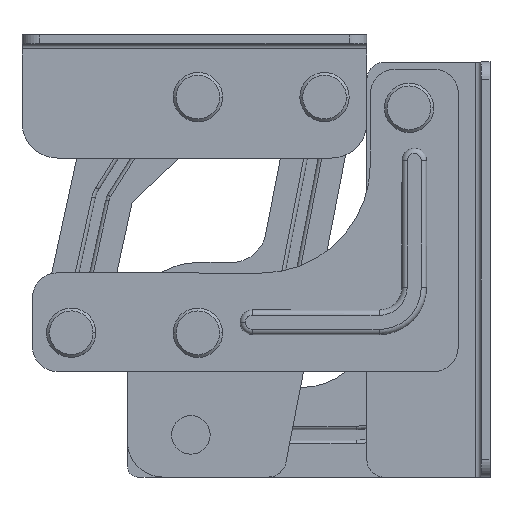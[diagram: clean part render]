
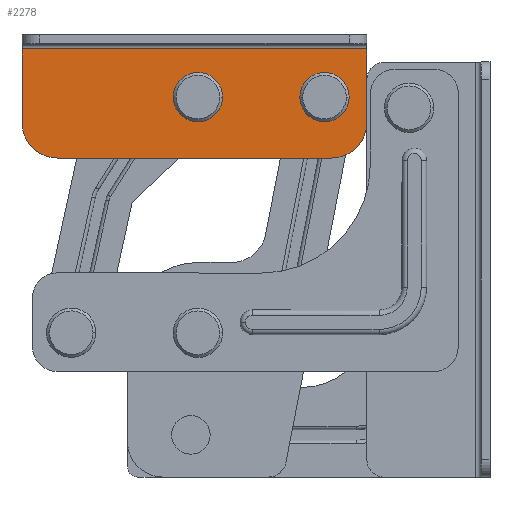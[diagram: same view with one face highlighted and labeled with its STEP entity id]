
A CAD part, top view. The second image highlights one B-rep face of the part: STEP entity #2278.
In plain terms, the highlighted face is planar.
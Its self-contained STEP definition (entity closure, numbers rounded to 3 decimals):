
#6 = LINE ( 'NONE', #9554, #281 ) ;
#70 = DIRECTION ( 'NONE',  ( 0., 1., 0. ) ) ;
#104 = ORIENTED_EDGE ( 'NONE', *, *, #7377, .F. ) ;
#186 = DIRECTION ( 'NONE',  ( 1., 0., 0. ) ) ;
#214 = ORIENTED_EDGE ( 'NONE', *, *, #6597, .F. ) ;
#281 = VECTOR ( 'NONE', #8452, 1000. ) ;
#307 = VERTEX_POINT ( 'NONE', #4604 ) ;
#371 = VERTEX_POINT ( 'NONE', #6257 ) ;
#505 = PLANE ( 'NONE',  #4275 ) ;
#567 = CARTESIAN_POINT ( 'NONE',  ( 37., -0.001, 0. ) ) ;
#807 = CARTESIAN_POINT ( 'NONE',  ( 49., 7.299, 0. ) ) ;
#899 = VECTOR ( 'NONE', #4331, 1000. ) ;
#1070 = CARTESIAN_POINT ( 'NONE',  ( 49., -13.705, 0. ) ) ;
#1182 = CARTESIAN_POINT ( 'NONE',  ( -49., -13.705, 0. ) ) ;
#1283 = DIRECTION ( 'NONE',  ( 0., 0., -1. ) ) ;
#1286 = FACE_BOUND ( 'NONE', #8398, .T. ) ;
#1510 = VERTEX_POINT ( 'NONE', #9460 ) ;
#1528 = EDGE_CURVE ( 'NONE', #307, #371, #2330, .T. ) ;
#1624 = VERTEX_POINT ( 'NONE', #3125 ) ;
#1793 = CIRCLE ( 'NONE', #9799, 10. ) ;
#2034 = VECTOR ( 'NONE', #3381, 1000. ) ;
#2037 = CIRCLE ( 'NONE', #8213, 4.4 ) ;
#2096 = DIRECTION ( 'NONE',  ( -1., 0., 0. ) ) ;
#2246 = CARTESIAN_POINT ( 'NONE',  ( -49., -13.705, 0. ) ) ;
#2278 = ADVANCED_FACE ( 'NONE', ( #1286, #5439, #3915 ), #505, .F. ) ;
#2297 = ORIENTED_EDGE ( 'NONE', *, *, #1528, .F. ) ;
#2330 = CIRCLE ( 'NONE', #4732, 4.4 ) ;
#2350 = CARTESIAN_POINT ( 'NONE',  ( -39., 7.299, 0. ) ) ;
#2402 = ORIENTED_EDGE ( 'NONE', *, *, #8260, .T. ) ;
#2489 = ORIENTED_EDGE ( 'NONE', *, *, #6445, .T. ) ;
#2750 = DIRECTION ( 'NONE',  ( 1., 0., 0. ) ) ;
#2772 = DIRECTION ( 'NONE',  ( -1., 0., 0. ) ) ;
#3125 = CARTESIAN_POINT ( 'NONE',  ( 39., 17.299, 0. ) ) ;
#3151 = DIRECTION ( 'NONE',  ( 0., 0., -1. ) ) ;
#3159 = VERTEX_POINT ( 'NONE', #3517 ) ;
#3314 = LINE ( 'NONE', #1182, #5711 ) ;
#3381 = DIRECTION ( 'NONE',  ( 0., 1., 0. ) ) ;
#3517 = CARTESIAN_POINT ( 'NONE',  ( -49., 7.299, 0. ) ) ;
#3551 = VERTEX_POINT ( 'NONE', #807 ) ;
#3692 = CIRCLE ( 'NONE', #7878, 4.4 ) ;
#3694 = VERTEX_POINT ( 'NONE', #4117 ) ;
#3741 = CIRCLE ( 'NONE', #6694, 4.4 ) ;
#3812 = DIRECTION ( 'NONE',  ( 0., 0., -1. ) ) ;
#3834 = DIRECTION ( 'NONE',  ( 0., 0., -1. ) ) ;
#3915 = FACE_OUTER_BOUND ( 'NONE', #5165, .T. ) ;
#3991 = DIRECTION ( 'NONE',  ( -1., 0., 0. ) ) ;
#4117 = CARTESIAN_POINT ( 'NONE',  ( -39., 17.299, 0. ) ) ;
#4275 = AXIS2_PLACEMENT_3D ( 'NONE', #10052, #8926, #7840 ) ;
#4331 = DIRECTION ( 'NONE',  ( -1., 0., 0. ) ) ;
#4471 = CARTESIAN_POINT ( 'NONE',  ( 49., -13.705, 0. ) ) ;
#4477 = CIRCLE ( 'NONE', #5958, 10. ) ;
#4604 = CARTESIAN_POINT ( 'NONE',  ( 5.4, -0.001, 0. ) ) ;
#4732 = AXIS2_PLACEMENT_3D ( 'NONE', #6162, #5080, #3991 ) ;
#4873 = CARTESIAN_POINT ( 'NONE',  ( 39., 7.299, 0. ) ) ;
#4894 = CARTESIAN_POINT ( 'NONE',  ( 1., -0.001, 0. ) ) ;
#4956 = ORIENTED_EDGE ( 'NONE', *, *, #8344, .T. ) ;
#5080 = DIRECTION ( 'NONE',  ( 0., 0., -1. ) ) ;
#5165 = EDGE_LOOP ( 'NONE', ( #4956, #2489, #6665, #8315, #5567, #2402 ) ) ;
#5322 = CARTESIAN_POINT ( 'NONE',  ( 37., -0.001, 0. ) ) ;
#5405 = CARTESIAN_POINT ( 'NONE',  ( 49., 17.299, 0. ) ) ;
#5439 = FACE_BOUND ( 'NONE', #6341, .T. ) ;
#5550 = LINE ( 'NONE', #4471, #2034 ) ;
#5567 = ORIENTED_EDGE ( 'NONE', *, *, #5887, .F. ) ;
#5711 = VECTOR ( 'NONE', #70, 1000. ) ;
#5752 = EDGE_CURVE ( 'NONE', #371, #307, #2037, .T. ) ;
#5887 = EDGE_CURVE ( 'NONE', #7441, #3551, #5550, .T. ) ;
#5958 = AXIS2_PLACEMENT_3D ( 'NONE', #2350, #1283, #186 ) ;
#6126 = VERTEX_POINT ( 'NONE', #2246 ) ;
#6162 = CARTESIAN_POINT ( 'NONE',  ( 1., -0.001, 0. ) ) ;
#6257 = CARTESIAN_POINT ( 'NONE',  ( -3.4, -0.001, 0. ) ) ;
#6341 = EDGE_LOOP ( 'NONE', ( #7290, #2297 ) ) ;
#6445 = EDGE_CURVE ( 'NONE', #3159, #3694, #4477, .T. ) ;
#6462 = LINE ( 'NONE', #5405, #899 ) ;
#6544 = EDGE_CURVE ( 'NONE', #1624, #3694, #6462, .T. ) ;
#6597 = EDGE_CURVE ( 'NONE', #8788, #1510, #3692, .T. ) ;
#6665 = ORIENTED_EDGE ( 'NONE', *, *, #6544, .F. ) ;
#6694 = AXIS2_PLACEMENT_3D ( 'NONE', #5322, #3151, #2096 ) ;
#7210 = CARTESIAN_POINT ( 'NONE',  ( 41.4, -0.001, 0. ) ) ;
#7290 = ORIENTED_EDGE ( 'NONE', *, *, #5752, .F. ) ;
#7377 = EDGE_CURVE ( 'NONE', #1510, #8788, #3741, .T. ) ;
#7441 = VERTEX_POINT ( 'NONE', #1070 ) ;
#7840 = DIRECTION ( 'NONE',  ( 1., 0., 0. ) ) ;
#7878 = AXIS2_PLACEMENT_3D ( 'NONE', #567, #10112, #8987 ) ;
#8213 = AXIS2_PLACEMENT_3D ( 'NONE', #4894, #3834, #2772 ) ;
#8260 = EDGE_CURVE ( 'NONE', #7441, #6126, #6, .T. ) ;
#8315 = ORIENTED_EDGE ( 'NONE', *, *, #9956, .T. ) ;
#8344 = EDGE_CURVE ( 'NONE', #6126, #3159, #3314, .T. ) ;
#8398 = EDGE_LOOP ( 'NONE', ( #104, #214 ) ) ;
#8452 = DIRECTION ( 'NONE',  ( -1., 0., 0. ) ) ;
#8788 = VERTEX_POINT ( 'NONE', #7210 ) ;
#8926 = DIRECTION ( 'NONE',  ( 0., 0., 1. ) ) ;
#8987 = DIRECTION ( 'NONE',  ( -1., 0., 0. ) ) ;
#9460 = CARTESIAN_POINT ( 'NONE',  ( 32.6, -0.001, 0. ) ) ;
#9554 = CARTESIAN_POINT ( 'NONE',  ( 49., -13.705, 0. ) ) ;
#9799 = AXIS2_PLACEMENT_3D ( 'NONE', #4873, #3812, #2750 ) ;
#9956 = EDGE_CURVE ( 'NONE', #1624, #3551, #1793, .T. ) ;
#10052 = CARTESIAN_POINT ( 'NONE',  ( 49., -13.705, 0. ) ) ;
#10112 = DIRECTION ( 'NONE',  ( 0., 0., -1. ) ) ;
